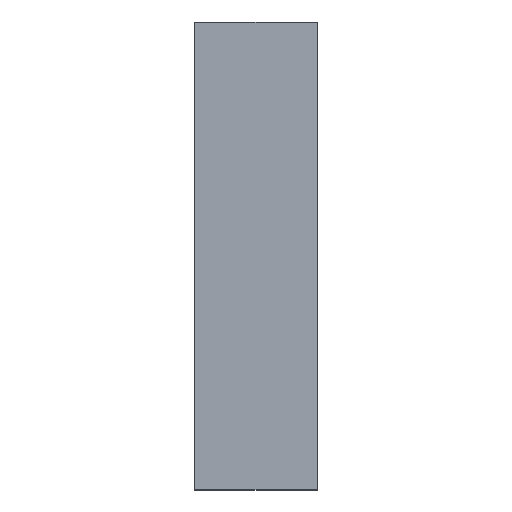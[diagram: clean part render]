
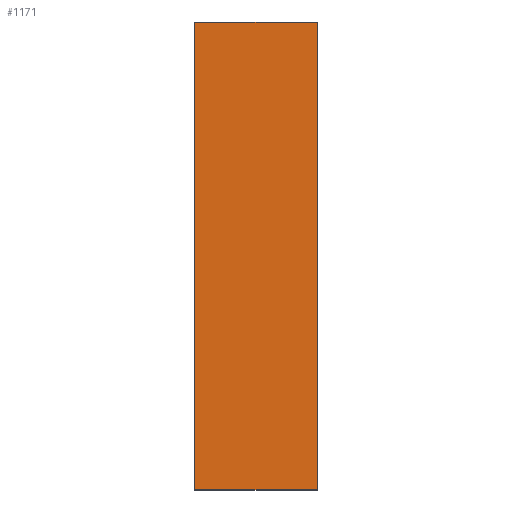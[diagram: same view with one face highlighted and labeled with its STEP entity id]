
A CAD part, top view. The second image highlights one B-rep face of the part: STEP entity #1171.
In plain terms, the highlighted planar face has unit normal (0, 0, 1).
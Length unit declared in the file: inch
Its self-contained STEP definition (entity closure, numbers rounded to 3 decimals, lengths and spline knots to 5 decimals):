
#46 = VECTOR ( 'NONE', #3599, 39.37008 ) ;
#85 = FACE_OUTER_BOUND ( 'NONE', #2814, .T. ) ;
#166 = EDGE_CURVE ( 'NONE', #4014, #747, #4032, .T. ) ;
#256 = DIRECTION ( 'NONE',  ( 0., -1., 0. ) ) ;
#325 = AXIS2_PLACEMENT_3D ( 'NONE', #2324, #2382, #1482 ) ;
#462 = VERTEX_POINT ( 'NONE', #4773 ) ;
#637 = ORIENTED_EDGE ( 'NONE', *, *, #1601, .T. ) ;
#747 = VERTEX_POINT ( 'NONE', #5691 ) ;
#1171 = ADVANCED_FACE ( 'NONE', ( #85 ), #5028, .T. ) ;
#1368 = LINE ( 'NONE', #4342, #3431 ) ;
#1419 = DIRECTION ( 'NONE',  ( -1., 0., 0. ) ) ;
#1482 = DIRECTION ( 'NONE',  ( 1., 0., 0. ) ) ;
#1569 = LINE ( 'NONE', #1657, #3248 ) ;
#1600 = CARTESIAN_POINT ( 'NONE',  ( 8.75, -33.5, 0. ) ) ;
#1601 = EDGE_CURVE ( 'NONE', #747, #462, #3591, .T. ) ;
#1657 = CARTESIAN_POINT ( 'NONE',  ( -8.75, 0., 0. ) ) ;
#1718 = DIRECTION ( 'NONE',  ( 1., 0., 0. ) ) ;
#1837 = CARTESIAN_POINT ( 'NONE',  ( 8.75, 0., 0. ) ) ;
#2288 = CARTESIAN_POINT ( 'NONE',  ( 0., 33.5, 0. ) ) ;
#2324 = CARTESIAN_POINT ( 'NONE',  ( 0., 0., 0. ) ) ;
#2353 = ORIENTED_EDGE ( 'NONE', *, *, #4171, .T. ) ;
#2382 = DIRECTION ( 'NONE',  ( 0., 0., 1. ) ) ;
#2498 = ORIENTED_EDGE ( 'NONE', *, *, #5549, .T. ) ;
#2814 = EDGE_LOOP ( 'NONE', ( #3808, #637, #2498, #2353 ) ) ;
#3001 = CARTESIAN_POINT ( 'NONE',  ( -8.75, -33.5, 0. ) ) ;
#3248 = VECTOR ( 'NONE', #256, 39.37008 ) ;
#3431 = VECTOR ( 'NONE', #1718, 39.37008 ) ;
#3591 = LINE ( 'NONE', #2288, #5045 ) ;
#3599 = DIRECTION ( 'NONE',  ( 0., 1., 0. ) ) ;
#3808 = ORIENTED_EDGE ( 'NONE', *, *, #166, .T. ) ;
#4014 = VERTEX_POINT ( 'NONE', #1600 ) ;
#4032 = LINE ( 'NONE', #1837, #46 ) ;
#4171 = EDGE_CURVE ( 'NONE', #4956, #4014, #1368, .T. ) ;
#4342 = CARTESIAN_POINT ( 'NONE',  ( 0., -33.5, 0. ) ) ;
#4773 = CARTESIAN_POINT ( 'NONE',  ( -8.75, 33.5, 0. ) ) ;
#4956 = VERTEX_POINT ( 'NONE', #3001 ) ;
#5028 = PLANE ( 'NONE',  #325 ) ;
#5045 = VECTOR ( 'NONE', #1419, 39.37008 ) ;
#5549 = EDGE_CURVE ( 'NONE', #462, #4956, #1569, .T. ) ;
#5691 = CARTESIAN_POINT ( 'NONE',  ( 8.75, 33.5, 0. ) ) ;
